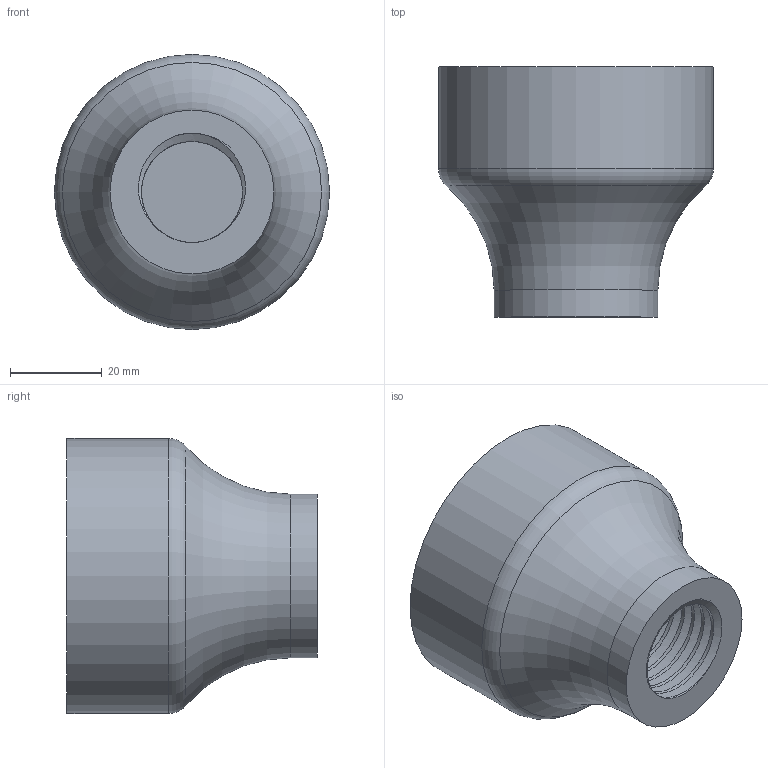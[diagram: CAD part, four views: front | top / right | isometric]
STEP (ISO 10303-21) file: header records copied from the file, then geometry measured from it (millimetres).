
FILE_DESCRIPTION(/* description */ (''),/* implementation_level */ '2;1');
FILE_NAME(/* name */ '24mm_threaded_fleshlight_original_attachment.step',/* time_stamp */ '2022-01-02T22:41:11+00:00',/* author */ (''),/* organization */ (''),/* preprocessor_version */ 'ST-DEVELOPER v18.1',/* originating_system */ 'Autodesk Translation Framework v10.10.0.1391',/* authorisation */ '');
FILE_SCHEMA (('AUTOMOTIVE_DESIGN { 1 0 10303 214 3 1 1 }'));
Length unit declared in the file: millimetre
Products named in the file (1): flendcap
Bounding box: 60 x 54.53 x 60 mm (x, y, z)
Volume: 51365.9 mm3; surface area: 20432.7 mm2
Topology: 1 solids, 1 shells, 41 faces, 113 edges, 75 vertices
Faces by surface type: cylinder 29, plane 4, bspline 4, torus 3, cone 1
Full cylindrical faces by diameter (mm): 22.052 x9, 25.566 x9, 35.7 x1, 54 x4, 60 x1
Entity records: 4789 total; most frequent: CARTESIAN_POINT 3838, ORIENTED_EDGE 226, DIRECTION 146, EDGE_CURVE 113, VERTEX_POINT 75, AXIS2_PLACEMENT_3D 59, B_SPLINE_CURVE_WITH_KNOTS 53, EDGE_LOOP 42
